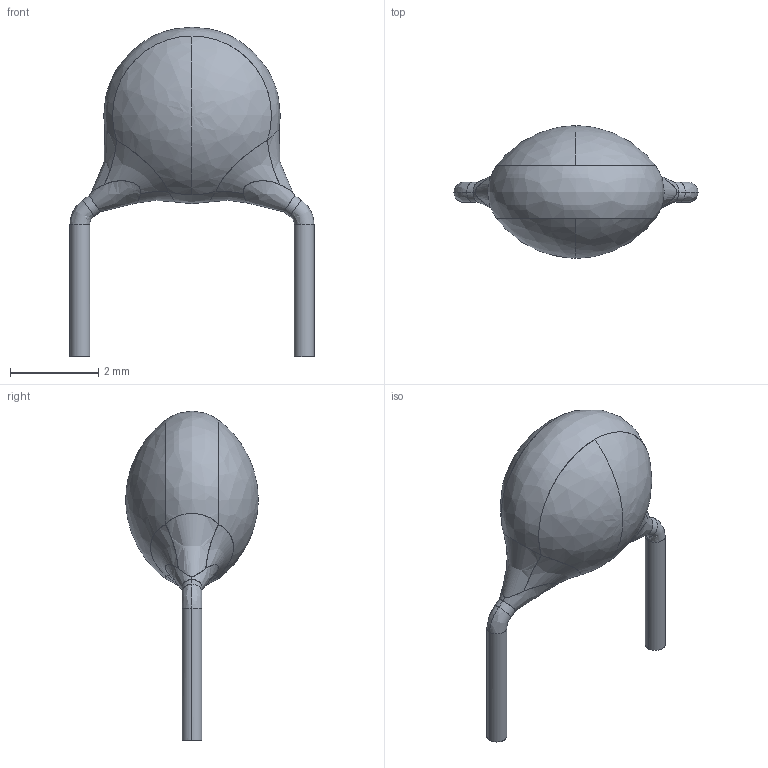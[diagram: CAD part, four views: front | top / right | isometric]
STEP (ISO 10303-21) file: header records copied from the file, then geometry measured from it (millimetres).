
FILE_DESCRIPTION(/* description */ (''),/* implementation_level */ '2;1');
FILE_NAME(/* name */ 'TH3DDF~1',/* time_stamp */ '2017-04-07T08:52:12+03:00',/* author */ (''),/* organization */ (''),/* preprocessor_version */ 'ST-DEVELOPER v15',/* originating_system */ '',/* authorisation */ '');
FILE_SCHEMA (('AUTOMOTIVE_DESIGN'));
Length unit declared in the file: millimetre
Products named in the file (4): Document; Block 03; Block 02; Block 01
Assembly tree (3 placements, depth 2):
  Document
    Block 03
    Block 02
    Block 01
Bounding box: 5.53 x 3 x 7.47 mm (x, y, z)
Surface area: 56.4 mm2 (no closed solid volume)
Topology: 0 solids, 26 shells, 36 faces, 142 edges, 120 vertices
Faces by surface type: bspline 30, plane 6
Entity records: 3660 total; most frequent: CARTESIAN_POINT 2665, ORIENTED_EDGE 158, EDGE_CURVE 138, VERTEX_POINT 120, B_SPLINE_CURVE_WITH_KNOTS 62, ADVANCED_FACE 36, FACE_OUTER_BOUND 36, EDGE_LOOP 36
